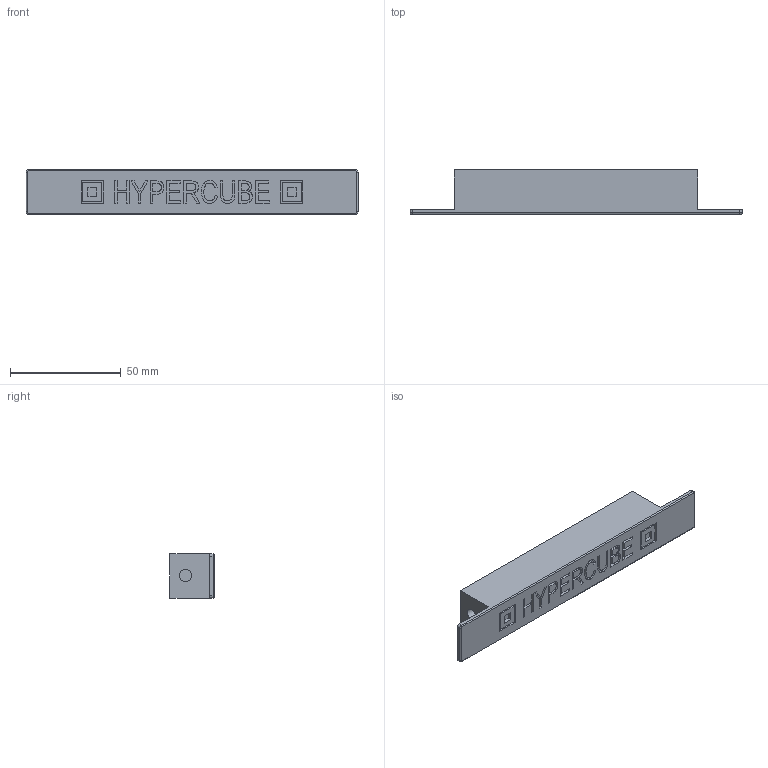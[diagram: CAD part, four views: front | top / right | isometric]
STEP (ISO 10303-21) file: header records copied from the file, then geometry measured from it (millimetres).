
FILE_DESCRIPTION(/* description */ (''),/* implementation_level */ '2;1');
FILE_NAME(/* name */ 'Hypercube_Front_Bed_Frame_Alignment_Bracket_110mm v1.step',/* time_stamp */ '2020-12-04T11:19:42+09:00',/* author */ (''),/* organization */ (''),/* preprocessor_version */ 'ST-DEVELOPER v18.1',/* originating_system */ 'Autodesk Translation Framework v9.3.0.1241',/* authorisation */ '');
FILE_SCHEMA (('AUTOMOTIVE_DESIGN { 1 0 10303 214 3 1 1 }'));
Length unit declared in the file: millimetre
Products named in the file (1): Hypercube_Front_Bed_Frame_Alignment_Bracket_110mm
Bounding box: 150 x 20 x 20 mm (x, y, z)
Volume: 27759.6 mm3; surface area: 15855.4 mm2
Topology: 1 solids, 1 shells, 235 faces, 628 edges, 416 vertices
Faces by surface type: plane 144, bspline 81, cylinder 10
Full cylindrical faces by diameter (mm): 5.5 x2
Entity records: 8009 total; most frequent: CARTESIAN_POINT 2621, ORIENTED_EDGE 1256, DIRECTION 808, EDGE_CURVE 628, LINE 450, VECTOR 450, VERTEX_POINT 416, EDGE_LOOP 260
